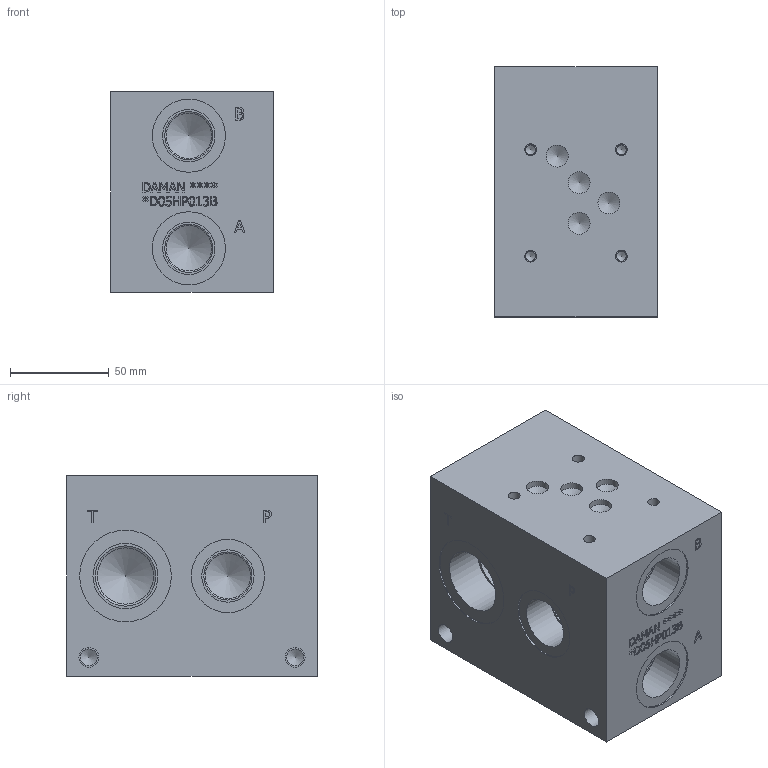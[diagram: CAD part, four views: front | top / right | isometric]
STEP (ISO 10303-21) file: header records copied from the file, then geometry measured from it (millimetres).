
FILE_DESCRIPTION(/* description */ (''),/* implementation_level */ '2;1');
FILE_NAME(/* name */ '_D05HP013B.stp',/* time_stamp */ '2021-06-25T11:09:39-04:00',/* author */ ('anthonyv'),/* organization */ (''),/* preprocessor_version */ 'ST-DEVELOPER v18.1',/* originating_system */ 'Autodesk Inventor 2021',/* authorisation */ '');
FILE_SCHEMA (('AUTOMOTIVE_DESIGN { 1 0 10303 214 3 1 1 }'));
Length unit declared in the file: millimetre
Products named in the file (1): Part_AD05HP013B_3D
Bounding box: 82.55 x 127 x 101.6 mm (x, y, z)
Volume: 933801 mm3; surface area: 84783.1 mm2
Topology: 1 solids, 1 shells, 513 faces, 1403 edges, 951 vertices
Faces by surface type: plane 320, bspline 125, cylinder 44, cone 24
Full cylindrical faces by diameter (mm): 5.004 x4, 5.994 x4, 8.509 x4, 10.008 x4, 11.113 x2, 11.125 x2, 23.012 x4, 24.409 x4, 26.543 x4, 28.575 x2, 30.632 x2, 32.995 x1, 33 x1, 37.109 x4, 46.558 x2
Entity records: 17243 total; most frequent: CARTESIAN_POINT 4477, ORIENTED_EDGE 2774, DIRECTION 2082, EDGE_CURVE 1387, LINE 970, VECTOR 970, VERTEX_POINT 951, EDGE_LOOP 590
